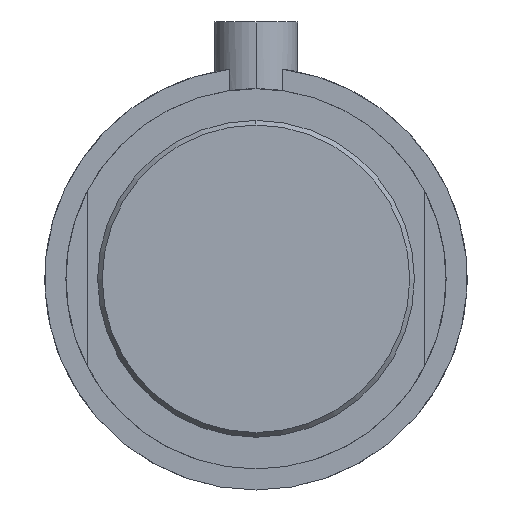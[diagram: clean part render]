
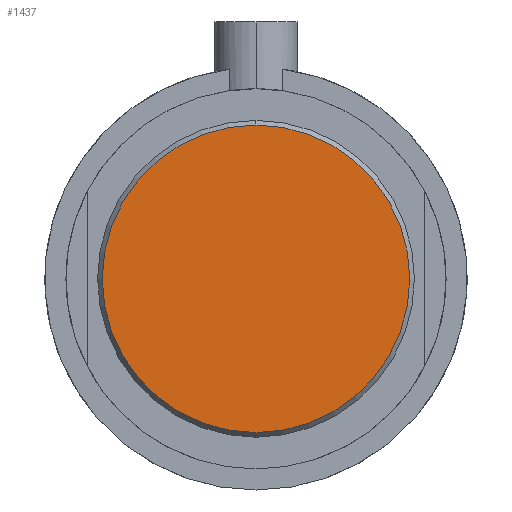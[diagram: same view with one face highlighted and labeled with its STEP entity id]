
A CAD part, left-side view. The second image highlights one B-rep face of the part: STEP entity #1437.
In plain terms, the highlighted planar face has unit normal (-1, 0, 0).
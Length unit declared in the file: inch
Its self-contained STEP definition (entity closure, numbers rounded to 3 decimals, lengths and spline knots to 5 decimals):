
#70 = DIRECTION ( 'NONE',  ( 0., 0., -1. ) ) ;
#71 = DIRECTION ( 'NONE',  ( 1., 0., 0. ) ) ;
#72 = CARTESIAN_POINT ( 'NONE',  ( 14.31, 6.3125, -2.2125 ) ) ;
#73 = AXIS2_PLACEMENT_3D ( 'NONE', #72, #71, #70 ) ;
#74 = CIRCLE ( 'NONE', #73, 0.91 ) ;
#104 = CARTESIAN_POINT ( 'NONE',  ( 14.31, 6.3125, -3.1225 ) ) ;
#724 = DIRECTION ( 'NONE',  ( 0., 0., -1. ) ) ;
#725 = DIRECTION ( 'NONE',  ( 1., 0., 0. ) ) ;
#726 = CARTESIAN_POINT ( 'NONE',  ( 14.31, 6.3125, -2.2125 ) ) ;
#727 = AXIS2_PLACEMENT_3D ( 'NONE', #726, #725, #724 ) ;
#728 = CIRCLE ( 'NONE', #727, 0.91 ) ;
#781 = FACE_OUTER_BOUND ( 'NONE', #1464, .T. ) ;
#810 = DIRECTION ( 'NONE',  ( 0., 0., 1. ) ) ;
#811 = DIRECTION ( 'NONE',  ( -1., 0., 0. ) ) ;
#812 = CARTESIAN_POINT ( 'NONE',  ( 14.31, 6.3125, -7.21985 ) ) ;
#813 = AXIS2_PLACEMENT_3D ( 'NONE', #812, #811, #810 ) ;
#815 = PLANE ( 'NONE',  #813 ) ;
#1192 = VERTEX_POINT ( 'NONE', #1593 ) ;
#1206 = EDGE_CURVE ( 'NONE', #1209, #1192, #74, .T. ) ;
#1209 = VERTEX_POINT ( 'NONE', #104 ) ;
#1421 = ORIENTED_EDGE ( 'NONE', *, *, #1206, .F. ) ;
#1424 = ORIENTED_EDGE ( 'NONE', *, *, #1426, .F. ) ;
#1426 = EDGE_CURVE ( 'NONE', #1192, #1209, #728, .T. ) ;
#1437 = ADVANCED_FACE ( 'NONE', ( #781 ), #815, .T. ) ;
#1464 = EDGE_LOOP ( 'NONE', ( #1421, #1424 ) ) ;
#1593 = CARTESIAN_POINT ( 'NONE',  ( 14.31, 6.3125, -1.3025 ) ) ;
